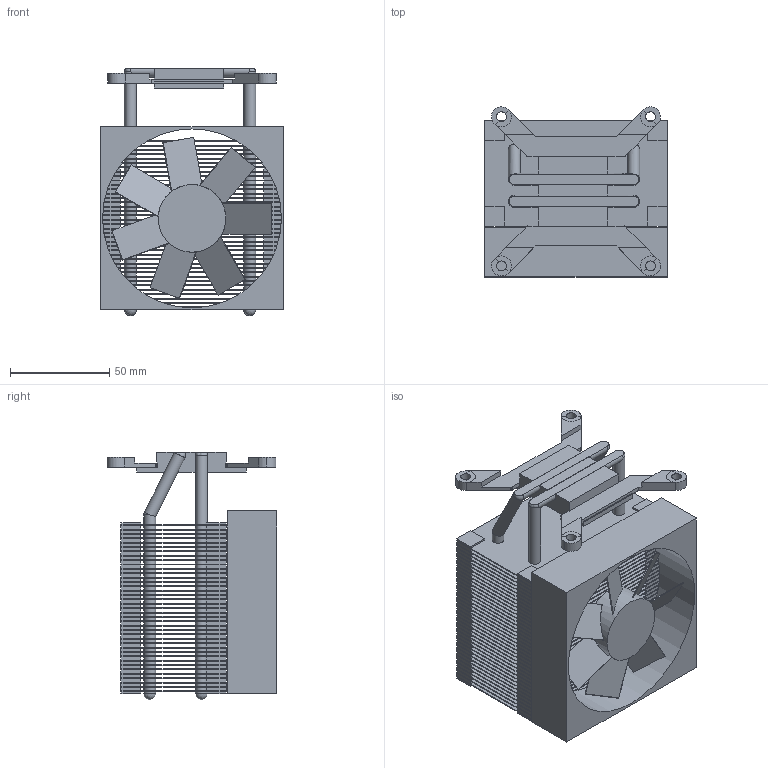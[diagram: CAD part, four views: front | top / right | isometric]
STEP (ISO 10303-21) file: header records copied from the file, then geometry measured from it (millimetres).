
FILE_DESCRIPTION(('FreeCAD Model'),'2;1');
FILE_NAME('Open CASCADE Shape Model','2023-12-25T14:54:59',(''),(''), 'Open CASCADE STEP processor 7.6','FreeCAD','Unknown');
FILE_SCHEMA(('AUTOMOTIVE_DESIGN { 1 0 10303 214 1 1 1 1 }'));
Length unit declared in the file: millimetre
Products named in the file (1): union010
Bounding box: 92 x 85.49 x 124.49 mm (x, y, z)
Volume: 221788.3 mm3; surface area: 405265.6 mm2
Topology: 3 solids, 3 shells, 1529 faces, 3656 edges, 1889 vertices
Faces by surface type: plane 1341, cylinder 178, sphere 10
Full cylindrical faces by diameter (mm): 5 x4, 6 x162, 34 x1, 90 x1
Entity records: 53498 total; most frequent: ORIENTED_EDGE 7280, CARTESIAN_POINT 7234, DIRECTION 7151, EDGE_CURVE 3640, LINE 3181, VECTOR 3181, AXIS2_PLACEMENT_3D 1985, VERTEX_POINT 1889
